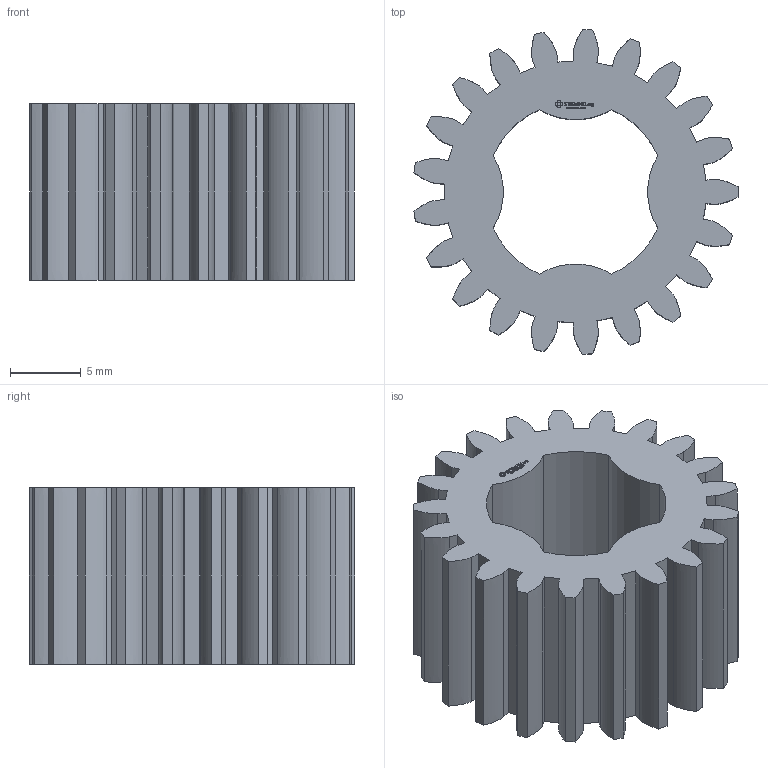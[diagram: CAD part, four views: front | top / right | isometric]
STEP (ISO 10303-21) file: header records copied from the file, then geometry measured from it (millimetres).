
FILE_DESCRIPTION(('FreeCAD Model'),'2;1');
FILE_NAME('Open CASCADE Shape Model','2024-03-09T18:07:08',(''),(''), 'Open CASCADE STEP processor 7.6','FreeCAD','Unknown');
FILE_SCHEMA(('AUTOMOTIVE_DESIGN { 1 0 10303 214 1 1 1 1 }'));
Length unit declared in the file: millimetre
Products named in the file (1): Gear Wheel PLN TTH21 BU01.00 SFT-SHD - SPN-GWH-0064 (stemfie.org)
Bounding box: 22.91 x 22.98 x 12.5 mm (x, y, z)
Volume: 2858.7 mm3; surface area: 2689.8 mm2
Topology: 1 solids, 1 shells, 602 faces, 1704 edges, 1136 vertices
Faces by surface type: plane 322, extrusion 272, cylinder 8
Entity records: 49633 total; most frequent: CARTESIAN_POINT 13161, DIRECTION 4974, VECTOR 4264, LINE 3992, ORIENTED_EDGE 3408, PCURVE 3408, DEFINITIONAL_REPRESENTATION 3408, EDGE_CURVE 1704
